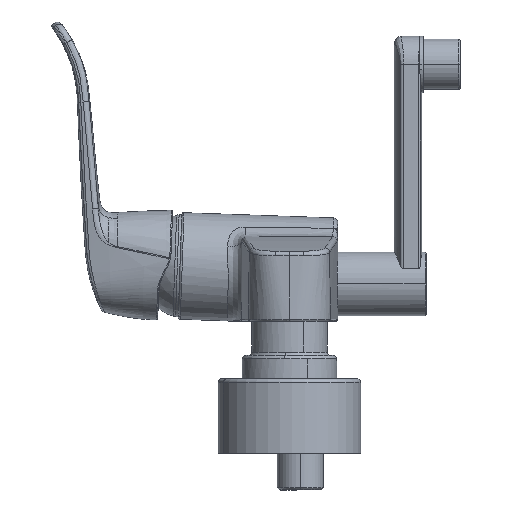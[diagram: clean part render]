
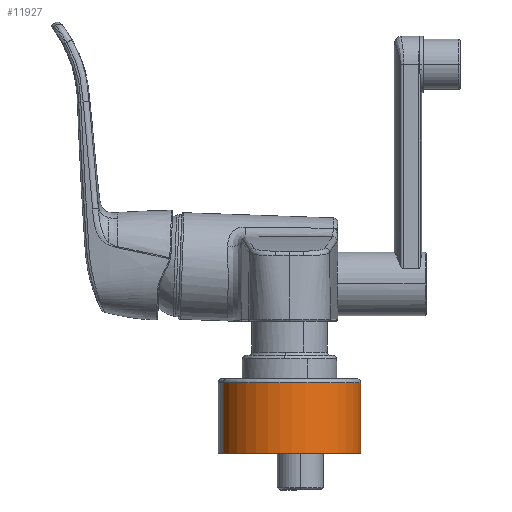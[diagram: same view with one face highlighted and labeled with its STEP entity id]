
A CAD part, left-side view. The second image highlights one B-rep face of the part: STEP entity #11927.
In plain terms, the highlighted cylindrical face has radius 32.5 mm (diameter 65 mm), a partial arc.
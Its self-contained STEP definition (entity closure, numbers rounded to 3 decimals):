
#39 = CARTESIAN_POINT ( 'NONE',  ( -74.999, 0., -60. ) ) ;
#107 = DIRECTION ( 'NONE',  ( 0.382, -0.924, 0. ) ) ;
#334 = DIRECTION ( 'NONE',  ( 0., 0., -1. ) ) ;
#370 = ORIENTED_EDGE ( 'NONE', *, *, #1508, .F. ) ;
#477 = EDGE_LOOP ( 'NONE', ( #370, #8231, #13772, #18870 ) ) ;
#1375 = DIRECTION ( 'NONE',  ( 0., 0., -1. ) ) ;
#1508 = EDGE_CURVE ( 'NONE', #11554, #16325, #10104, .T. ) ;
#1556 = DIRECTION ( 'NONE',  ( 0.382, -0.924, 0. ) ) ;
#2014 = AXIS2_PLACEMENT_3D ( 'NONE', #18160, #9104, #107 ) ;
#2581 = VECTOR ( 'NONE', #1375, 1000. ) ;
#2907 = CARTESIAN_POINT ( 'NONE',  ( -87.409, 30.037, -28. ) ) ;
#3630 = CARTESIAN_POINT ( 'NONE',  ( -62.589, -30.037, -26. ) ) ;
#4905 = CARTESIAN_POINT ( 'NONE',  ( -74.999, 0., -26. ) ) ;
#5834 = CARTESIAN_POINT ( 'NONE',  ( -62.589, -30.037, -60. ) ) ;
#8231 = ORIENTED_EDGE ( 'NONE', *, *, #10798, .T. ) ;
#8594 = CARTESIAN_POINT ( 'NONE',  ( -62.589, -30.037, -28. ) ) ;
#8841 = AXIS2_PLACEMENT_3D ( 'NONE', #39, #10540, #1556 ) ;
#9047 = CARTESIAN_POINT ( 'NONE',  ( -87.409, 30.037, -26. ) ) ;
#9104 = DIRECTION ( 'NONE',  ( 0., 0., -1. ) ) ;
#9209 = LINE ( 'NONE', #9047, #16770 ) ;
#9308 = CARTESIAN_POINT ( 'NONE',  ( -87.409, 30.037, -60. ) ) ;
#10104 = LINE ( 'NONE', #3630, #2581 ) ;
#10251 = EDGE_CURVE ( 'NONE', #16377, #12278, #9209, .T. ) ;
#10386 = CIRCLE ( 'NONE', #2014, 32.5 ) ;
#10540 = DIRECTION ( 'NONE',  ( 0., 0., 1. ) ) ;
#10798 = EDGE_CURVE ( 'NONE', #11554, #16377, #10386, .T. ) ;
#11554 = VERTEX_POINT ( 'NONE', #8594 ) ;
#11927 = ADVANCED_FACE ( 'NONE', ( #14140 ), #17708, .T. ) ;
#12278 = VERTEX_POINT ( 'NONE', #9308 ) ;
#12593 = DIRECTION ( 'NONE',  ( -0.382, 0.924, 0. ) ) ;
#13600 = DIRECTION ( 'NONE',  ( 0., 0., -1. ) ) ;
#13772 = ORIENTED_EDGE ( 'NONE', *, *, #10251, .T. ) ;
#14119 = CIRCLE ( 'NONE', #8841, 32.5 ) ;
#14140 = FACE_OUTER_BOUND ( 'NONE', #477, .T. ) ;
#14587 = AXIS2_PLACEMENT_3D ( 'NONE', #4905, #334, #12593 ) ;
#16325 = VERTEX_POINT ( 'NONE', #5834 ) ;
#16377 = VERTEX_POINT ( 'NONE', #2907 ) ;
#16770 = VECTOR ( 'NONE', #13600, 1000. ) ;
#17708 = CYLINDRICAL_SURFACE ( 'NONE', #14587, 32.5 ) ;
#18160 = CARTESIAN_POINT ( 'NONE',  ( -74.999, 0., -28. ) ) ;
#18241 = EDGE_CURVE ( 'NONE', #12278, #16325, #14119, .T. ) ;
#18870 = ORIENTED_EDGE ( 'NONE', *, *, #18241, .T. ) ;
